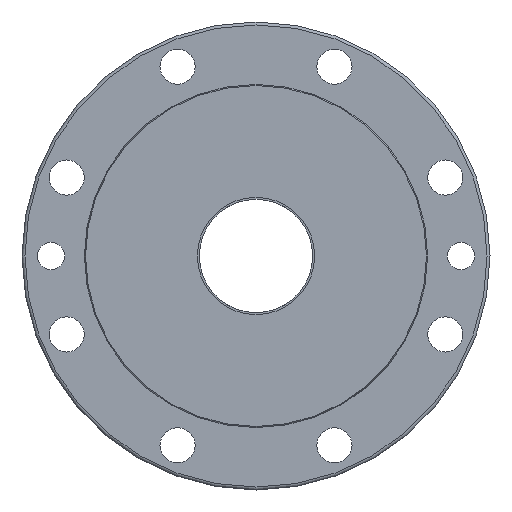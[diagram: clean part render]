
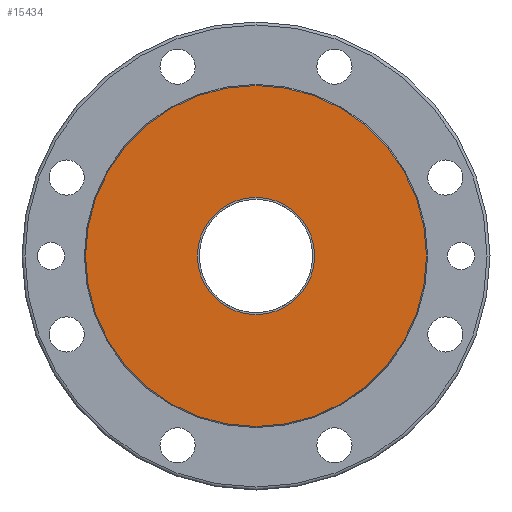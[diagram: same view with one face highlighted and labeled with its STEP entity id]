
A CAD part, left-side view. The second image highlights one B-rep face of the part: STEP entity #15434.
In plain terms, the highlighted planar face has unit normal (-1, 0, 0).
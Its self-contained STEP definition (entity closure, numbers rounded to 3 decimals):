
#388=PLANE('',#16394);
#2189=CIRCLE('',#16393,87.342);
#2190=CIRCLE('',#16395,30.);
#3238=ORIENTED_EDGE('',*,*,#5897,.T.);
#3239=ORIENTED_EDGE('',*,*,#5896,.T.);
#5896=EDGE_CURVE('',#7301,#7301,#2189,.T.);
#5897=EDGE_CURVE('',#7302,#7302,#2190,.F.);
#7301=VERTEX_POINT('',#21507);
#7302=VERTEX_POINT('',#21510);
#8372=EDGE_LOOP('',(#3238));
#8373=EDGE_LOOP('',(#3239));
#9411=FACE_BOUND('',#8372,.T.);
#9412=FACE_BOUND('',#8373,.T.);
#15434=ADVANCED_FACE('',(#9411,#9412),#388,.T.);
#16393=AXIS2_PLACEMENT_3D('',#21506,#18255,#18256);
#16394=AXIS2_PLACEMENT_3D('',#21508,#18257,#18258);
#16395=AXIS2_PLACEMENT_3D('',#21509,#18259,#18260);
#18255=DIRECTION('',(-1.,0.,0.));
#18256=DIRECTION('',(0.,0.,1.));
#18257=DIRECTION('',(-1.,0.,0.));
#18258=DIRECTION('',(0.,0.,1.));
#18259=DIRECTION('',(-1.,0.,0.));
#18260=DIRECTION('',(0.,0.,1.));
#21506=CARTESIAN_POINT('',(-131.507,0.,0.));
#21507=CARTESIAN_POINT('',(-131.507,0.,87.342));
#21508=CARTESIAN_POINT('',(-131.507,0.,74.46));
#21509=CARTESIAN_POINT('',(-131.507,0.,0.));
#21510=CARTESIAN_POINT('',(-131.507,0.,30.));
